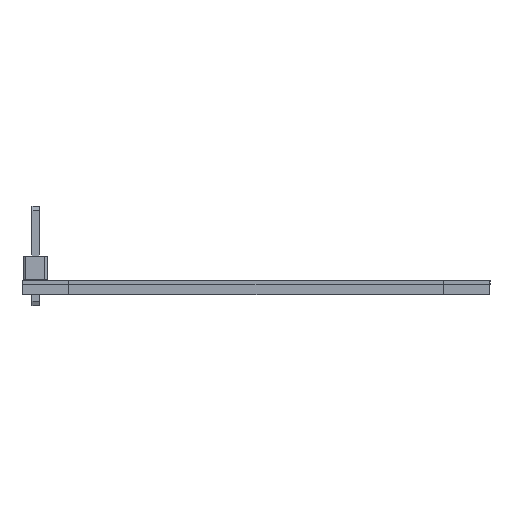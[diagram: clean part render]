
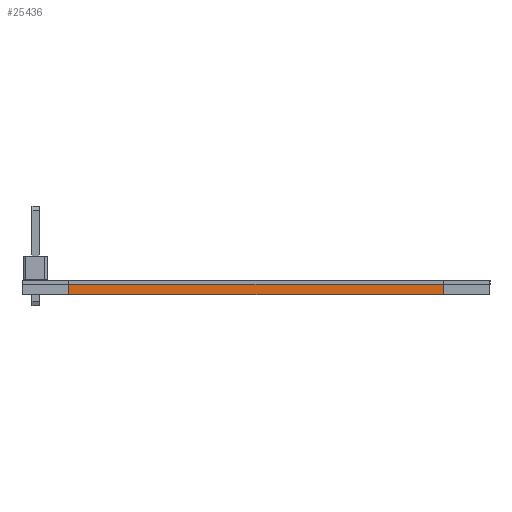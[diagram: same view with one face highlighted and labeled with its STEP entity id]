
A CAD part, left-side view. The second image highlights one B-rep face of the part: STEP entity #25436.
In plain terms, the highlighted planar face has unit normal (-1, 0, 0).
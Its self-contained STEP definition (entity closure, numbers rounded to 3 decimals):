
#15605 = PLANE('',#15606);
#15606 = AXIS2_PLACEMENT_3D('',#15607,#15608,#15609);
#15607 = CARTESIAN_POINT('',(0.,0.,1.5));
#15608 = DIRECTION('',(0.,0.,-1.));
#15609 = DIRECTION('',(-1.,0.,0.));
#15663 = PLANE('',#15664);
#15664 = AXIS2_PLACEMENT_3D('',#15665,#15666,#15667);
#15665 = CARTESIAN_POINT('',(0.,0.,0.));
#15666 = DIRECTION('',(0.,0.,-1.));
#15667 = DIRECTION('',(-1.,0.,0.));
#22458 = VERTEX_POINT('',#22459);
#22459 = CARTESIAN_POINT('',(-25.919,22.241,1.5));
#22473 = PLANE('',#22474);
#22474 = AXIS2_PLACEMENT_3D('',#22475,#22476,#22477);
#22475 = CARTESIAN_POINT('',(-20.919,22.241,1.5));
#22476 = DIRECTION('',(0.,-1.,0.));
#22477 = DIRECTION('',(0.,0.,-1.));
#22485 = EDGE_CURVE('',#22458,#22486,#22488,.T.);
#22486 = VERTEX_POINT('',#22487);
#22487 = CARTESIAN_POINT('',(-25.919,-17.759,1.5));
#22488 = SURFACE_CURVE('',#22489,(#22493,#22500),.PCURVE_S1.);
#22489 = LINE('',#22490,#22491);
#22490 = CARTESIAN_POINT('',(-25.919,22.241,1.5));
#22491 = VECTOR('',#22492,1.);
#22492 = DIRECTION('',(0.,-1.,0.));
#22493 = PCURVE('',#15605,#22494);
#22494 = DEFINITIONAL_REPRESENTATION('',(#22495),#22499);
#22495 = LINE('',#22496,#22497);
#22496 = CARTESIAN_POINT('',(25.919,22.241));
#22497 = VECTOR('',#22498,1.);
#22498 = DIRECTION('',(0.,-1.));
#22499 = ( GEOMETRIC_REPRESENTATION_CONTEXT(2) 
PARAMETRIC_REPRESENTATION_CONTEXT() REPRESENTATION_CONTEXT('2D SPACE',''
  ) );
#22500 = PCURVE('',#22501,#22506);
#22501 = PLANE('',#22502);
#22502 = AXIS2_PLACEMENT_3D('',#22503,#22504,#22505);
#22503 = CARTESIAN_POINT('',(-25.919,22.241,1.5));
#22504 = DIRECTION('',(1.,0.,0.));
#22505 = DIRECTION('',(0.,1.,0.));
#22506 = DEFINITIONAL_REPRESENTATION('',(#22507),#22511);
#22507 = LINE('',#22508,#22509);
#22508 = CARTESIAN_POINT('',(0.,0.));
#22509 = VECTOR('',#22510,1.);
#22510 = DIRECTION('',(-1.,0.));
#22511 = ( GEOMETRIC_REPRESENTATION_CONTEXT(2) 
PARAMETRIC_REPRESENTATION_CONTEXT() REPRESENTATION_CONTEXT('2D SPACE',''
  ) );
#22529 = PLANE('',#22530);
#22530 = AXIS2_PLACEMENT_3D('',#22531,#22532,#22533);
#22531 = CARTESIAN_POINT('',(-25.919,-17.759,1.5));
#22532 = DIRECTION('',(0.,1.,0.));
#22533 = DIRECTION('',(0.,0.,1.));
#24363 = VERTEX_POINT('',#24364);
#24364 = CARTESIAN_POINT('',(-25.919,-17.759,0.));
#24385 = EDGE_CURVE('',#24386,#24363,#24388,.T.);
#24386 = VERTEX_POINT('',#24387);
#24387 = CARTESIAN_POINT('',(-25.919,22.241,0.));
#24388 = SURFACE_CURVE('',#24389,(#24393,#24400),.PCURVE_S1.);
#24389 = LINE('',#24390,#24391);
#24390 = CARTESIAN_POINT('',(-25.919,22.241,0.));
#24391 = VECTOR('',#24392,1.);
#24392 = DIRECTION('',(0.,-1.,0.));
#24393 = PCURVE('',#15663,#24394);
#24394 = DEFINITIONAL_REPRESENTATION('',(#24395),#24399);
#24395 = LINE('',#24396,#24397);
#24396 = CARTESIAN_POINT('',(25.919,22.241));
#24397 = VECTOR('',#24398,1.);
#24398 = DIRECTION('',(0.,-1.));
#24399 = ( GEOMETRIC_REPRESENTATION_CONTEXT(2) 
PARAMETRIC_REPRESENTATION_CONTEXT() REPRESENTATION_CONTEXT('2D SPACE',''
  ) );
#24400 = PCURVE('',#22501,#24401);
#24401 = DEFINITIONAL_REPRESENTATION('',(#24402),#24406);
#24402 = LINE('',#24403,#24404);
#24403 = CARTESIAN_POINT('',(0.,-1.5));
#24404 = VECTOR('',#24405,1.);
#24405 = DIRECTION('',(-1.,0.));
#24406 = ( GEOMETRIC_REPRESENTATION_CONTEXT(2) 
PARAMETRIC_REPRESENTATION_CONTEXT() REPRESENTATION_CONTEXT('2D SPACE',''
  ) );
#25414 = EDGE_CURVE('',#22458,#24386,#25415,.T.);
#25415 = SURFACE_CURVE('',#25416,(#25420,#25427),.PCURVE_S1.);
#25416 = LINE('',#25417,#25418);
#25417 = CARTESIAN_POINT('',(-25.919,22.241,1.5));
#25418 = VECTOR('',#25419,1.);
#25419 = DIRECTION('',(0.,0.,-1.));
#25420 = PCURVE('',#22473,#25421);
#25421 = DEFINITIONAL_REPRESENTATION('',(#25422),#25426);
#25422 = LINE('',#25423,#25424);
#25423 = CARTESIAN_POINT('',(0.,-5.));
#25424 = VECTOR('',#25425,1.);
#25425 = DIRECTION('',(1.,0.));
#25426 = ( GEOMETRIC_REPRESENTATION_CONTEXT(2) 
PARAMETRIC_REPRESENTATION_CONTEXT() REPRESENTATION_CONTEXT('2D SPACE',''
  ) );
#25427 = PCURVE('',#22501,#25428);
#25428 = DEFINITIONAL_REPRESENTATION('',(#25429),#25433);
#25429 = LINE('',#25430,#25431);
#25430 = CARTESIAN_POINT('',(0.,0.));
#25431 = VECTOR('',#25432,1.);
#25432 = DIRECTION('',(0.,-1.));
#25433 = ( GEOMETRIC_REPRESENTATION_CONTEXT(2) 
PARAMETRIC_REPRESENTATION_CONTEXT() REPRESENTATION_CONTEXT('2D SPACE',''
  ) );
#25436 = ADVANCED_FACE('',(#25437),#22501,.F.);
#25437 = FACE_BOUND('',#25438,.T.);
#25438 = EDGE_LOOP('',(#25439,#25440,#25461,#25462));
#25439 = ORIENTED_EDGE('',*,*,#24385,.T.);
#25440 = ORIENTED_EDGE('',*,*,#25441,.F.);
#25441 = EDGE_CURVE('',#22486,#24363,#25442,.T.);
#25442 = SURFACE_CURVE('',#25443,(#25447,#25454),.PCURVE_S1.);
#25443 = LINE('',#25444,#25445);
#25444 = CARTESIAN_POINT('',(-25.919,-17.759,1.5));
#25445 = VECTOR('',#25446,1.);
#25446 = DIRECTION('',(0.,0.,-1.));
#25447 = PCURVE('',#22501,#25448);
#25448 = DEFINITIONAL_REPRESENTATION('',(#25449),#25453);
#25449 = LINE('',#25450,#25451);
#25450 = CARTESIAN_POINT('',(-40.,0.));
#25451 = VECTOR('',#25452,1.);
#25452 = DIRECTION('',(0.,-1.));
#25453 = ( GEOMETRIC_REPRESENTATION_CONTEXT(2) 
PARAMETRIC_REPRESENTATION_CONTEXT() REPRESENTATION_CONTEXT('2D SPACE',''
  ) );
#25454 = PCURVE('',#22529,#25455);
#25455 = DEFINITIONAL_REPRESENTATION('',(#25456),#25460);
#25456 = LINE('',#25457,#25458);
#25457 = CARTESIAN_POINT('',(0.,0.));
#25458 = VECTOR('',#25459,1.);
#25459 = DIRECTION('',(-1.,0.));
#25460 = ( GEOMETRIC_REPRESENTATION_CONTEXT(2) 
PARAMETRIC_REPRESENTATION_CONTEXT() REPRESENTATION_CONTEXT('2D SPACE',''
  ) );
#25461 = ORIENTED_EDGE('',*,*,#22485,.F.);
#25462 = ORIENTED_EDGE('',*,*,#25414,.T.);
